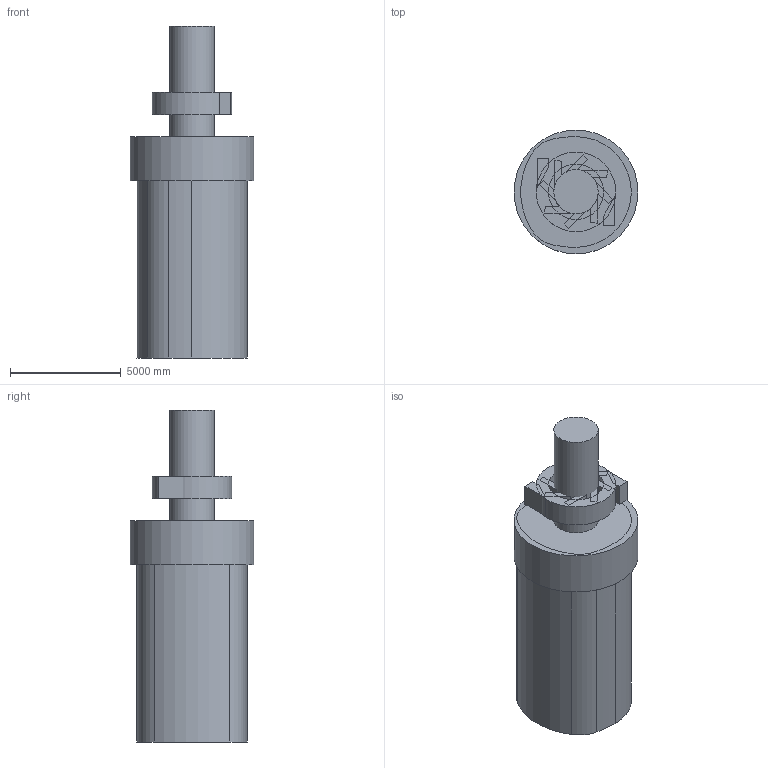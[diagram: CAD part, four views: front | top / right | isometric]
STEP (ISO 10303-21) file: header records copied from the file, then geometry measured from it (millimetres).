
FILE_DESCRIPTION(/* description */ (''),/* implementation_level */ '2;1');
FILE_NAME(/* name */ 'zuHe0901.stp',/* time_stamp */ '2021-09-01T16:25:13+08:00',/* author */ (''),/* organization */ (''),/* preprocessor_version */ 'ST-DEVELOPER v16',/* originating_system */ 'SIEMENS PLM Software NX 10.0',/* authorisation */ '');
FILE_SCHEMA (('CONFIG_CONTROL_DESIGN'));
Length unit declared in the file: millimetre
Products named in the file (4): chui; xi_whole_block; tunnel-5-4_1; zuHe_block
Assembly tree (3 placements, depth 2):
  zuHe_block
    tunnel-5-4_1
    xi_whole_block
    chui
Bounding box: 5593.17 x 5593.17 x 15000 mm (x, y, z)
Volume: 299140276047.9 mm3; surface area: 478317693.3 mm2
Topology: 17 solids, 17 shells, 88 faces, 167 edges, 111 vertices
Faces by surface type: plane 72, cylinder 11, revolution 4, cone 1
Full cylindrical faces by diameter (mm): 2000 x1, 2500 x1, 3000 x1, 3600 x1, 5593.168 x1
Entity records: 2523 total; most frequent: DIRECTION 366, CARTESIAN_POINT 358, ORIENTED_EDGE 308, EDGE_CURVE 154, LINE 130, VECTOR 130, AXIS2_PLACEMENT_3D 116, VERTEX_POINT 108
